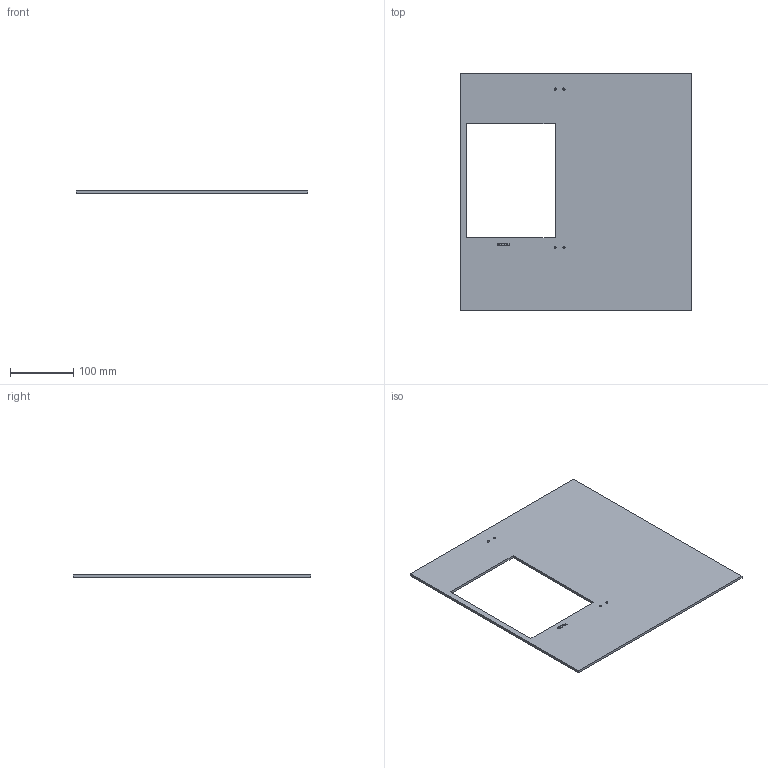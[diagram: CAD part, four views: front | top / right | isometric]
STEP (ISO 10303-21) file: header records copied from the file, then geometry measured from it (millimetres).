
FILE_DESCRIPTION (( 'STEP AP214' ), '1' );
FILE_NAME ('plexi_wall_1.STEP', '2022-05-25T17:30:24', ( '' ), ( '' ), 'SwSTEP 2.0', 'SolidWorks 2021', '' );
FILE_SCHEMA (( 'AUTOMOTIVE_DESIGN' ));
Length unit declared in the file: millimetre
Products named in the file (1): plexi_wall_1
Bounding box: 366 x 375 x 4 mm (x, y, z)
Volume: 448061.4 mm3; surface area: 232696.2 mm2
Topology: 1 solids, 1 shells, 91 faces, 237 edges, 158 vertices
Faces by surface type: plane 58, bspline 25, cylinder 8
Entity records: 4611 total; most frequent: CARTESIAN_POINT 2472, ORIENTED_EDGE 474, DIRECTION 337, EDGE_CURVE 237, LINE 171, VECTOR 171, VERTEX_POINT 158, EDGE_LOOP 111
